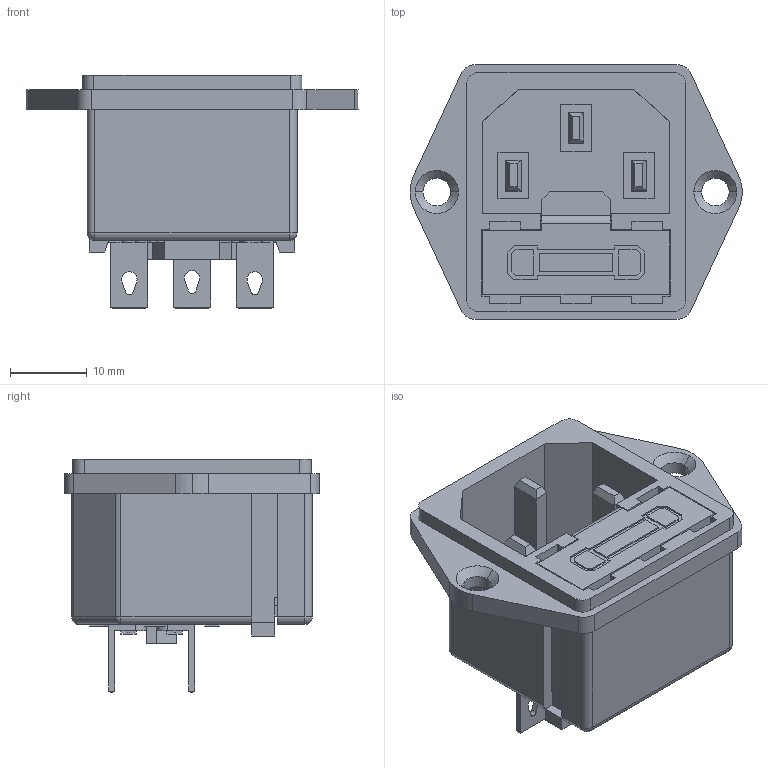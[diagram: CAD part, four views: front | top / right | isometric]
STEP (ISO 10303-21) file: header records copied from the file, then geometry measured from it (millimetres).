
FILE_DESCRIPTION (( 'STEP AP214' ), '1' );
FILE_NAME ('ELCOM EMI-21 INLET 16 amps.STEP', '2023-02-01T11:32:18', ( 'gggg' ), ( '' ), 'SwSTEP 2.0', 'SolidWorks 2017', '' );
FILE_SCHEMA (( 'AUTOMOTIVE_DESIGN' ));
Length unit declared in the file: millimetre
Products named in the file (3): ELCOM EMI-21 INLET 16 amps; ELCOM EMI-21 INLET tray; ELCOM EMI-21 INLET
Assembly tree (2 placements, depth 2):
  ELCOM EMI-21 INLET 16 amps
    ELCOM EMI-21 INLET
    ELCOM EMI-21 INLET tray
Bounding box: 43.15 x 33.1 x 30.4 mm (x, y, z)
Volume: 8277.3 mm3; surface area: 11089.6 mm2
Topology: 7 solids, 7 shells, 686 faces, 1831 edges, 1192 vertices
Faces by surface type: plane 555, bspline 69, cylinder 52, sphere 6, cone 4
Entity records: 28380 total; most frequent: CARTESIAN_POINT 8367, ORIENTED_EDGE 3654, DIRECTION 3045, EDGE_CURVE 1827, LINE 1577, VECTOR 1577, VERTEX_POINT 1192, EDGE_LOOP 747
